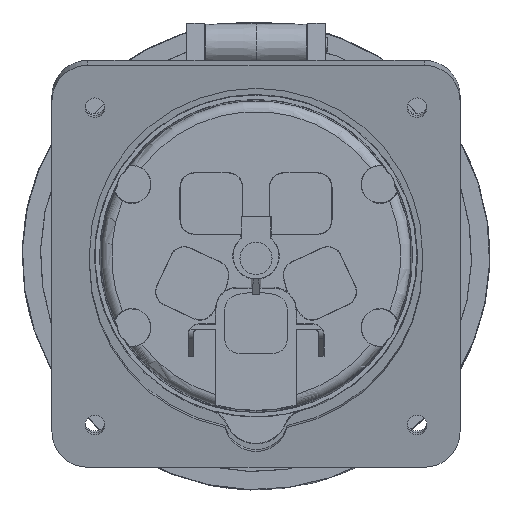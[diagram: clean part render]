
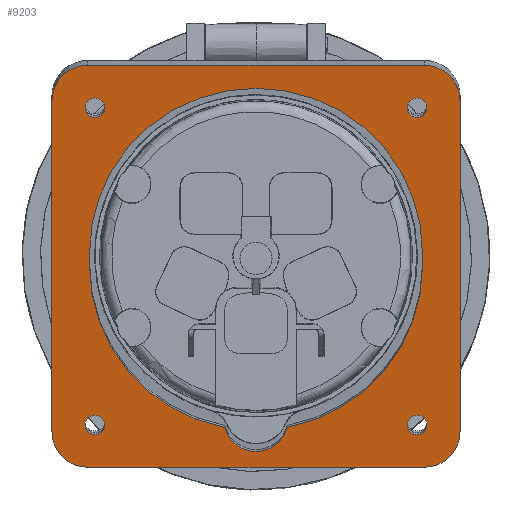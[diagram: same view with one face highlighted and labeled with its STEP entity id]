
A CAD part, front view. The second image highlights one B-rep face of the part: STEP entity #9203.
In plain terms, the highlighted planar face has unit normal (0, -0.985, -0.174).
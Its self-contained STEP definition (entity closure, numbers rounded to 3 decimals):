
#440=CARTESIAN_POINT('',(-47.,-58.938,43.399));
#441=DIRECTION('',(0.,-0.985,-0.174));
#442=DIRECTION('',(0.,-0.174,0.985));
#443=AXIS2_PLACEMENT_3D('',#440,#441,#442);
#445=CARTESIAN_POINT('',(47.,-58.938,43.399));
#446=DIRECTION('',(0.,-0.985,-0.174));
#447=DIRECTION('',(1.,0.,0.));
#448=AXIS2_PLACEMENT_3D('',#445,#446,#447);
#450=CARTESIAN_POINT('',(47.,-42.615,-49.173));
#451=DIRECTION('',(0.,-0.985,-0.174));
#452=DIRECTION('',(0.,0.174,-0.985));
#453=AXIS2_PLACEMENT_3D('',#450,#451,#452);
#455=CARTESIAN_POINT('',(-47.,-42.615,-49.173));
#456=DIRECTION('',(0.,-0.985,-0.174));
#457=DIRECTION('',(-1.,0.,0.));
#458=AXIS2_PLACEMENT_3D('',#455,#456,#457);
#460=CARTESIAN_POINT('',(45.,-58.591,41.429));
#461=DIRECTION('',(0.,0.985,0.174));
#462=DIRECTION('',(1.,0.,0.));
#463=AXIS2_PLACEMENT_3D('',#460,#461,#462);
#465=CARTESIAN_POINT('',(45.,-58.591,41.429));
#466=DIRECTION('',(0.,0.985,0.174));
#467=DIRECTION('',(-1.,0.,0.));
#468=AXIS2_PLACEMENT_3D('',#465,#466,#467);
#470=CARTESIAN_POINT('',(45.,-42.962,-47.203));
#471=DIRECTION('',(0.,0.985,0.174));
#472=DIRECTION('',(1.,0.,0.));
#473=AXIS2_PLACEMENT_3D('',#470,#471,#472);
#475=CARTESIAN_POINT('',(45.,-42.962,-47.203));
#476=DIRECTION('',(0.,0.985,0.174));
#477=DIRECTION('',(-1.,0.,0.));
#478=AXIS2_PLACEMENT_3D('',#475,#476,#477);
#480=CARTESIAN_POINT('',(-45.,-58.591,41.429));
#481=DIRECTION('',(0.,0.985,0.174));
#482=DIRECTION('',(-1.,0.,0.));
#483=AXIS2_PLACEMENT_3D('',#480,#481,#482);
#485=CARTESIAN_POINT('',(-45.,-58.591,41.429));
#486=DIRECTION('',(0.,0.985,0.174));
#487=DIRECTION('',(1.,0.,0.));
#488=AXIS2_PLACEMENT_3D('',#485,#486,#487);
#490=CARTESIAN_POINT('',(-45.,-42.962,-47.203));
#491=DIRECTION('',(0.,0.985,0.174));
#492=DIRECTION('',(-1.,0.,0.));
#493=AXIS2_PLACEMENT_3D('',#490,#491,#492);
#495=CARTESIAN_POINT('',(-45.,-42.962,-47.203));
#496=DIRECTION('',(0.,0.985,0.174));
#497=DIRECTION('',(1.,0.,0.));
#498=AXIS2_PLACEMENT_3D('',#495,#496,#497);
#500=CARTESIAN_POINT('',(0.,-43.223,-45.726));
#501=DIRECTION('',(0.,0.985,0.174));
#502=DIRECTION('',(0.97,0.042,-0.238));
#503=AXIS2_PLACEMENT_3D('',#500,#501,#502);
#505=CARTESIAN_POINT('',(0.,-50.776,-2.887));
#506=DIRECTION('',(0.,0.985,0.174));
#507=DIRECTION('',(1.,0.,0.));
#508=AXIS2_PLACEMENT_3D('',#505,#506,#507);
#510=DIRECTION('',(0.,0.174,-0.985));
#511=VECTOR('',#510,4.);
#512=CARTESIAN_POINT('',(46.5,-51.471,1.052));
#513=LINE('',#512,#511);
#514=CARTESIAN_POINT('',(0.,-51.471,1.052));
#515=DIRECTION('',(0.,0.985,0.174));
#516=DIRECTION('',(-1.,0.,0.));
#517=AXIS2_PLACEMENT_3D('',#514,#515,#516);
#519=DIRECTION('',(0.,-0.174,0.985));
#520=VECTOR('',#519,4.);
#521=CARTESIAN_POINT('',(-46.5,-50.776,
-2.887));
#522=LINE('',#521,#520);
#523=CARTESIAN_POINT('',(0.,-50.776,-2.887));
#524=DIRECTION('',(0.,0.985,0.174));
#525=DIRECTION('',(-0.188,0.171,-0.967));
#526=AXIS2_PLACEMENT_3D('',#523,#524,#525);
#528=DIRECTION('',(0.,-0.174,0.985));
#529=VECTOR('',#528,94.);
#530=CARTESIAN_POINT('',(-57.,-42.615,-49.173));
#531=LINE('',#530,#529);
#548=DIRECTION('',(1.,0.,0.));
#549=VECTOR('',#548,94.);
#550=CARTESIAN_POINT('',(-47.,-60.674,53.247));
#551=LINE('',#550,#549);
#576=DIRECTION('',(0.,0.174,-0.985));
#577=VECTOR('',#576,94.);
#578=CARTESIAN_POINT('',(57.,-58.938,43.399));
#579=LINE('',#578,#577);
#588=DIRECTION('',(-1.,0.,0.));
#589=VECTOR('',#588,94.);
#590=CARTESIAN_POINT('',(47.,-40.878,-59.021));
#591=LINE('',#590,#589);
#8305=CARTESIAN_POINT('',(-57.,-42.615,-49.173));
#8306=CARTESIAN_POINT('',(-57.,-58.938,43.399));
#8307=VERTEX_POINT('',#8305);
#8308=VERTEX_POINT('',#8306);
#8309=CARTESIAN_POINT('',(-47.,-40.878,
-59.021));
#8310=VERTEX_POINT('',#8309);
#8311=CARTESIAN_POINT('',(47.,-40.878,-59.021));
#8312=VERTEX_POINT('',#8311);
#8313=CARTESIAN_POINT('',(57.,-42.615,-49.173));
#8314=VERTEX_POINT('',#8313);
#8315=CARTESIAN_POINT('',(57.,-58.938,43.399));
#8316=VERTEX_POINT('',#8315);
#8317=CARTESIAN_POINT('',(47.,-60.674,53.247));
#8318=VERTEX_POINT('',#8317);
#8319=CARTESIAN_POINT('',(-47.,-60.674,53.247));
#8320=VERTEX_POINT('',#8319);
#8321=CARTESIAN_POINT('',(47.75,-58.591,41.429));
#8322=CARTESIAN_POINT('',(42.25,-58.591,41.429));
#8323=VERTEX_POINT('',#8321);
#8324=VERTEX_POINT('',#8322);
#8329=CARTESIAN_POINT('',(47.75,-42.962,-47.203));
#8330=CARTESIAN_POINT('',(42.25,-42.962,-47.203));
#8331=VERTEX_POINT('',#8329);
#8332=VERTEX_POINT('',#8330);
#8337=CARTESIAN_POINT('',(-47.75,-58.591,41.429));
#8338=CARTESIAN_POINT('',(-42.25,-58.591,41.429));
#8339=VERTEX_POINT('',#8337);
#8340=VERTEX_POINT('',#8338);
#8345=CARTESIAN_POINT('',(-47.75,-42.962,-47.203));
#8346=CARTESIAN_POINT('',(-42.25,-42.962,-47.203));
#8347=VERTEX_POINT('',#8345);
#8348=VERTEX_POINT('',#8346);
#8353=CARTESIAN_POINT('',(8.734,-42.845,
-47.865));
#8354=CARTESIAN_POINT('',(-8.734,-42.845,
-47.865));
#8355=VERTEX_POINT('',#8353);
#8356=VERTEX_POINT('',#8354);
#8357=CARTESIAN_POINT('',(-46.5,-50.776,-2.887));
#8358=VERTEX_POINT('',#8357);
#8359=CARTESIAN_POINT('',(-46.5,-51.471,1.052));
#8360=VERTEX_POINT('',#8359);
#8361=CARTESIAN_POINT('',(46.5,-51.471,1.052));
#8362=VERTEX_POINT('',#8361);
#8363=CARTESIAN_POINT('',(46.5,-50.776,
-2.887));
#8364=VERTEX_POINT('',#8363);
#9148=CARTESIAN_POINT('',(0.,-50.776,-2.887));
#9149=DIRECTION('',(0.,-0.985,-0.174));
#9150=DIRECTION('',(1.,0.,0.));
#9151=AXIS2_PLACEMENT_3D('',#9148,#9149,#9150);
#9152=PLANE('',#9151);
#9154=ORIENTED_EDGE('',*,*,#9153,.T.);
#9156=ORIENTED_EDGE('',*,*,#9155,.F.);
#9158=ORIENTED_EDGE('',*,*,#9157,.T.);
#9160=ORIENTED_EDGE('',*,*,#9159,.F.);
#9162=ORIENTED_EDGE('',*,*,#9161,.T.);
#9164=ORIENTED_EDGE('',*,*,#9163,.F.);
#9166=ORIENTED_EDGE('',*,*,#9165,.T.);
#9168=ORIENTED_EDGE('',*,*,#9167,.F.);
#9169=EDGE_LOOP('',(#9154,#9156,#9158,#9160,#9162,#9164,#9166,#9168));
#9170=FACE_OUTER_BOUND('',#9169,.F.);
#9172=ORIENTED_EDGE('',*,*,#9171,.F.);
#9174=ORIENTED_EDGE('',*,*,#9173,.F.);
#9175=EDGE_LOOP('',(#9172,#9174));
#9176=FACE_BOUND('',#9175,.F.);
#9178=ORIENTED_EDGE('',*,*,#9177,.F.);
#9180=ORIENTED_EDGE('',*,*,#9179,.F.);
#9181=EDGE_LOOP('',(#9178,#9180));
#9182=FACE_BOUND('',#9181,.F.);
#9184=ORIENTED_EDGE('',*,*,#9183,.F.);
#9186=ORIENTED_EDGE('',*,*,#9185,.F.);
#9187=EDGE_LOOP('',(#9184,#9186));
#9188=FACE_BOUND('',#9187,.F.);
#9190=ORIENTED_EDGE('',*,*,#9189,.F.);
#9192=ORIENTED_EDGE('',*,*,#9191,.F.);
#9193=EDGE_LOOP('',(#9190,#9192));
#9194=FACE_BOUND('',#9193,.F.);
#9195=ORIENTED_EDGE('',*,*,#9072,.F.);
#9196=ORIENTED_EDGE('',*,*,#9087,.F.);
#9197=ORIENTED_EDGE('',*,*,#9101,.F.);
#9198=ORIENTED_EDGE('',*,*,#9115,.F.);
#9199=ORIENTED_EDGE('',*,*,#9129,.F.);
#9200=ORIENTED_EDGE('',*,*,#9142,.F.);
#9201=EDGE_LOOP('',(#9195,#9196,#9197,#9198,#9199,#9200));
#9202=FACE_BOUND('',#9201,.F.);
#9203=ADVANCED_FACE('',(#9170,#9176,#9182,#9188,#9194,#9202),#9152,.T.);
#444=CIRCLE('',#443,10.);
#449=CIRCLE('',#448,10.);
#454=CIRCLE('',#453,10.);
#459=CIRCLE('',#458,10.);
#464=CIRCLE('',#463,2.75);
#469=CIRCLE('',#468,2.75);
#474=CIRCLE('',#473,2.75);
#479=CIRCLE('',#478,2.75);
#484=CIRCLE('',#483,2.75);
#489=CIRCLE('',#488,2.75);
#494=CIRCLE('',#493,2.75);
#499=CIRCLE('',#498,2.75);
#504=CIRCLE('',#503,9.);
#509=CIRCLE('',#508,46.5);
#518=CIRCLE('',#517,46.5);
#527=CIRCLE('',#526,46.5);
#9072=EDGE_CURVE('',#8355,#8356,#504,.T.);
#9087=EDGE_CURVE('',#8364,#8355,#509,.T.);
#9101=EDGE_CURVE('',#8362,#8364,#513,.T.);
#9115=EDGE_CURVE('',#8360,#8362,#518,.T.);
#9129=EDGE_CURVE('',#8358,#8360,#522,.T.);
#9142=EDGE_CURVE('',#8356,#8358,#527,.T.);
#9153=EDGE_CURVE('',#8307,#8308,#531,.T.);
#9155=EDGE_CURVE('',#8320,#8308,#444,.T.);
#9157=EDGE_CURVE('',#8320,#8318,#551,.T.);
#9159=EDGE_CURVE('',#8316,#8318,#449,.T.);
#9161=EDGE_CURVE('',#8316,#8314,#579,.T.);
#9163=EDGE_CURVE('',#8312,#8314,#454,.T.);
#9165=EDGE_CURVE('',#8312,#8310,#591,.T.);
#9167=EDGE_CURVE('',#8307,#8310,#459,.T.);
#9171=EDGE_CURVE('',#8323,#8324,#464,.T.);
#9173=EDGE_CURVE('',#8324,#8323,#469,.T.);
#9177=EDGE_CURVE('',#8331,#8332,#474,.T.);
#9179=EDGE_CURVE('',#8332,#8331,#479,.T.);
#9183=EDGE_CURVE('',#8339,#8340,#484,.T.);
#9185=EDGE_CURVE('',#8340,#8339,#489,.T.);
#9189=EDGE_CURVE('',#8347,#8348,#494,.T.);
#9191=EDGE_CURVE('',#8348,#8347,#499,.T.);
